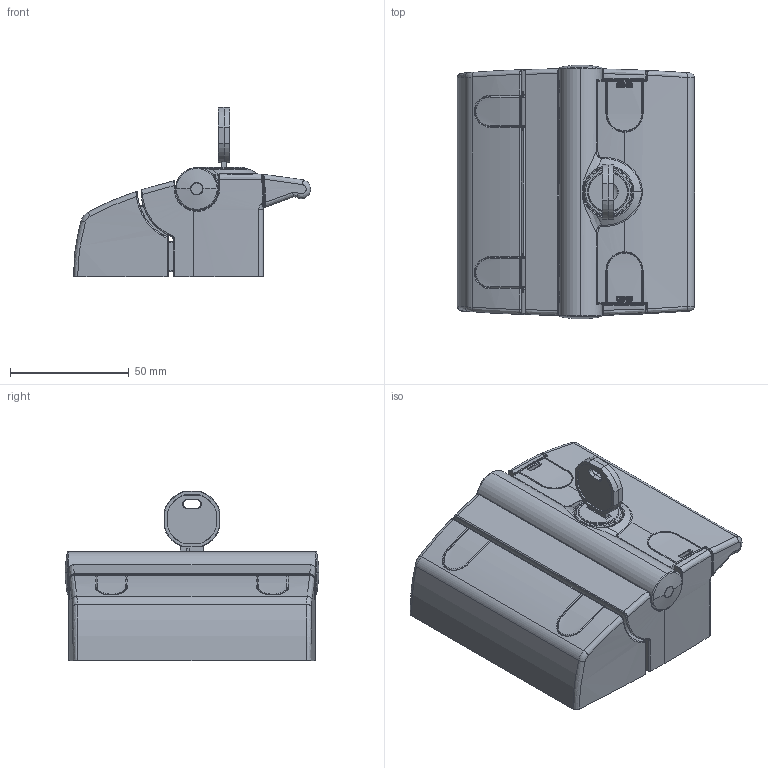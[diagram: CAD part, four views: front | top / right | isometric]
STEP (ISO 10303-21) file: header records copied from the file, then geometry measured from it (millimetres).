
FILE_DESCRIPTION(('STEP AP214'),'1');
FILE_NAME('fath_0957405.stp','2017-07-07T11:52:45',('TraceParts'),('TraceParts S.A.'),'Spatial InterOp 3D',' ',' ');
FILE_SCHEMA(('automotive_design'));
Length unit declared in the file: millimetre
Products named in the file (15): fath_0957405_1; fath_0957405_2; fath_0957405_3; fath_0957405_4; fath_0957405_5; fath_0957405_6; fath_0957405_7; fath_0957405_8; fath_0957405_9; fath_0957405_10; fath_0957405_11; fath_0957405_12; fath_0957405_13; fath_0957405_14; fath_0957405_15
Bounding box: 99.99 x 106.85 x 71.33 mm (x, y, z)
Volume: 130439.6 mm3; surface area: 105126.5 mm2
Topology: 15 solids, 15 shells, 3299 faces, 8198 edges, 4762 vertices
Faces by surface type: cylinder 1043, plane 945, bspline 701, torus 392, sphere 126, cone 92
Entity records: 151619 total; most frequent: CARTESIAN_POINT 52333, ORIENTED_EDGE 16048, DIRECTION 14638, EDGE_CURVE 8024, AXIS2_PLACEMENT_3D 5643, VERTEX_POINT 4762, LINE 3352, VECTOR 3352
